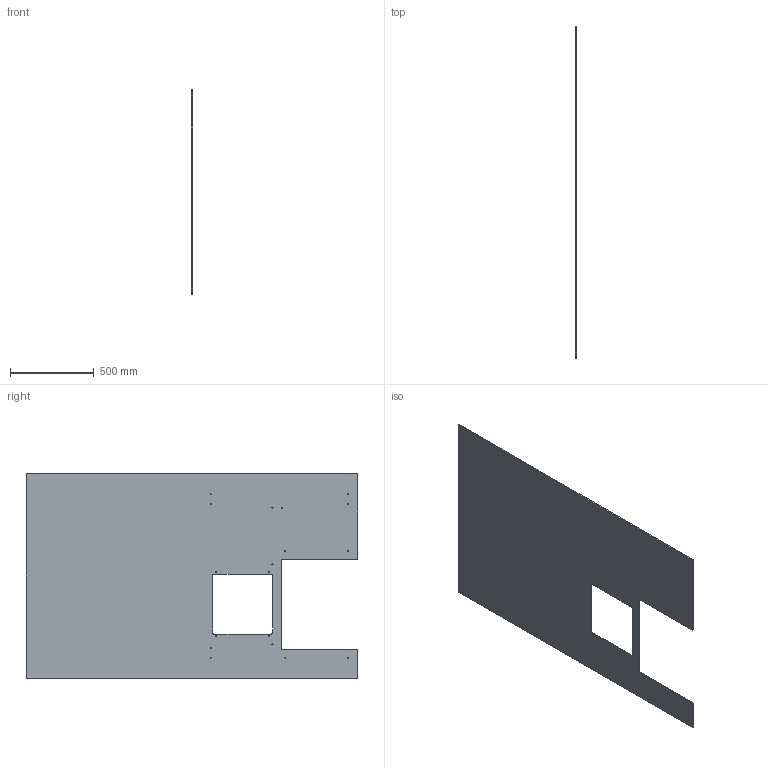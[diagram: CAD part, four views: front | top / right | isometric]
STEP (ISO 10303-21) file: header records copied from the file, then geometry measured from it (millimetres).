
FILE_DESCRIPTION(/* description */ (''),/* implementation_level */ '2;1');
FILE_NAME(/* name */ 'GE-18010.ipt.stp',/* time_stamp */ '2018-01-01T11:15:57-08:00',/* author */ ('PhillipD'),/* organization */ (''),/* preprocessor_version */ 'ST-DEVELOPER v16.13',/* originating_system */ 'Autodesk Inventor 2018',/* authorisation */ '');
FILE_SCHEMA (('AUTOMOTIVE_DESIGN { 1 0 10303 214 3 1 1 }'));
Length unit declared in the file: inch
Products named in the file (1): GE-18010
Bounding box: 6.35 x 1974.85 x 1219.2 mm (x, y, z)
Volume: 12934296.9 mm3; surface area: 4131373.8 mm2
Topology: 1 solids, 1 shells, 39 faces, 111 edges, 74 vertices
Faces by surface type: cylinder 24, plane 15
Full cylindrical faces by diameter (mm): 6.35 x18
Entity records: 1336 total; most frequent: DIRECTION 221, CARTESIAN_POINT 207, ORIENTED_EDGE 186, EDGE_LOOP 95, EDGE_CURVE 93, AXIS2_PLACEMENT_3D 88, VERTEX_POINT 74, FACE_BOUND 56
